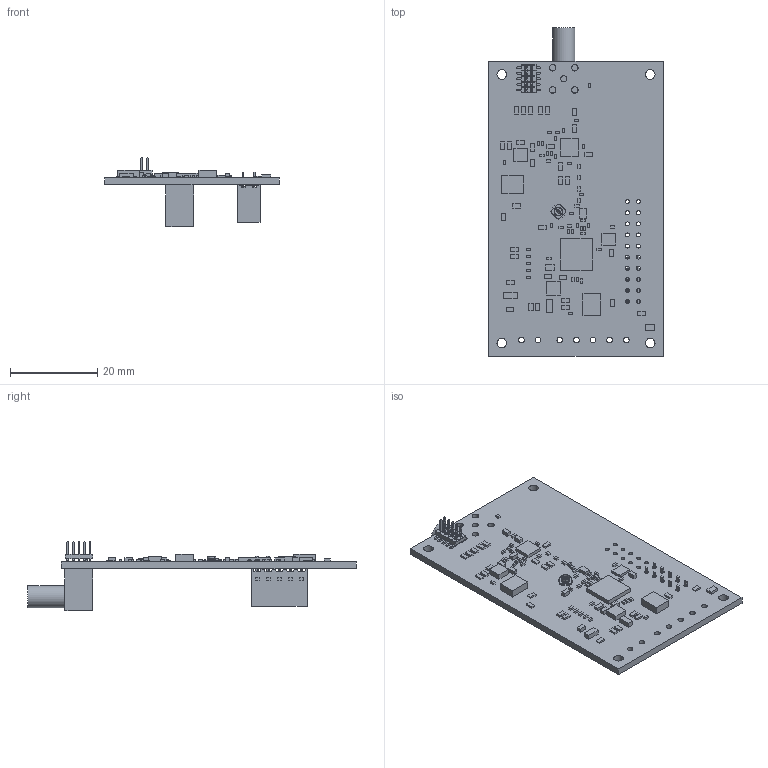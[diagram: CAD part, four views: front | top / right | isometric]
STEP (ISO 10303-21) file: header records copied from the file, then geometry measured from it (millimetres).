
FILE_DESCRIPTION(('Open CASCADE Model'),'2;1');
FILE_NAME('Open CASCADE Shape Model','2020-06-09T12:59:29',('Author'),( 'Open CASCADE'),'Open CASCADE STEP processor 6.8','Open CASCADE 6.8' ,'Unknown');
FILE_SCHEMA(('AUTOMOTIVE_DESIGN { 1 0 10303 214 1 1 1 1 }'));
Length unit declared in the file: millimetre
Products named in the file (165): PCB; Board; R30; 1279878624; Extruded; LED1; 1279851696; R13; R2; 1279854688; R1; R4; R7; R6; R5; C10; 1279877672; C1; 775448440; L14; 775448712; L12; L10; L11; L13; R10; FB1; 1279878352; L16; 1279853464; C25; C27; 775448848; C28; C31; C21; C23; C26; C13; C46 ...
Assembly tree (231 placements, depth 4):
  PCB
    Board
    R30
      1279878624
        Extruded
    LED1
      1279851696
        Extruded
    R13
      1279878624
        Extruded
    R2
      1279854688
        Extruded
    R1
      1279878624
        Extruded
    R4
      1279878624
        Extruded
    R7
      1279854688
        Extruded
    R6
      1279854688
        Extruded
    R5
      1279854688
        Extruded
    C10
      1279877672
        Extruded
    C1
      775448440
        Extruded
    L14
      775448712
        Extruded
    L12
      775448712
        Extruded
    L10
      775448712
        Extruded
    L11
      775448712
        Extruded
    L13
      775448712
        Extruded
    R10
      1279854688
        Extruded
    FB1
      1279878352
        Extruded
    L16
      1279853464
        Extruded
    C25
Bounding box: 40 x 75.2 x 15.9 mm (x, y, z)
Volume: 5486 mm3; surface area: 8254.4 mm2
Topology: 107 solids, 107 shells, 1487 faces, 3445 edges, 2207 vertices
Faces by surface type: plane 1364, cylinder 113, cone 8, revolution 2
Full cylindrical faces by diameter (mm): 0.9 x20, 1.3 x7, 1.4 x1, 1.5 x4, 2.2 x4, 5.08 x1
Entity records: 45546 total; most frequent: CARTESIAN_POINT 5641, DIRECTION 5531, ORIENTED_EDGE 5238, EDGE_CURVE 2619, LINE 2379, VECTOR 2379, PRESENTATION_STYLE_ASSIGNMENT 1807, OVER_RIDING_STYLED_ITEM 1767
